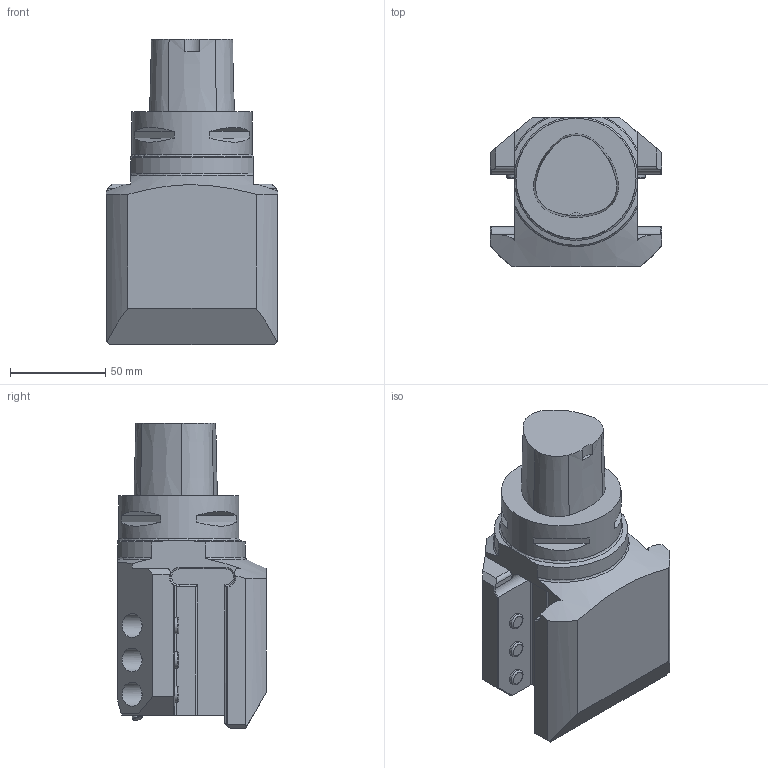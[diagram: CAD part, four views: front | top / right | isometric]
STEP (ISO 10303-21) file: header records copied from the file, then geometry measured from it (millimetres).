
FILE_DESCRIPTION(/* description */ (''),/* implementation_level */ '2;1');
FILE_NAME(/* name */ '1548325859719.stp',/* time_stamp */ '2019-01-24T16:01:18+06:00',/* author */ (''),/* organization */ ('SMS'),/* preprocessor_version */ 'ST-DEVELOPER v15',/* originating_system */ 'SIEMENS PLM Software NX 8.5',/* authorisation */ '');
FILE_SCHEMA (('AUTOMOTIVE_DESIGN { 1 0 10303 214 3 1 1 1 }'));
Length unit declared in the file: millimetre
Products named in the file (1): 112030506mod000_01
Bounding box: 90 x 78 x 160 mm (x, y, z)
Volume: 571179.8 mm3; surface area: 56330.6 mm2
Topology: 1 solids, 1 shells, 157 faces, 394 edges, 262 vertices
Faces by surface type: plane 85, cylinder 40, cone 18, torus 14
Full cylindrical faces by diameter (mm): 5 x2, 8.5 x6, 12.5 x6, 63 x1
Entity records: 4644 total; most frequent: CARTESIAN_POINT 970, DIRECTION 762, ORIENTED_EDGE 708, EDGE_CURVE 354, AXIS2_PLACEMENT_3D 288, VERTEX_POINT 242, EDGE_LOOP 200, LINE 186
